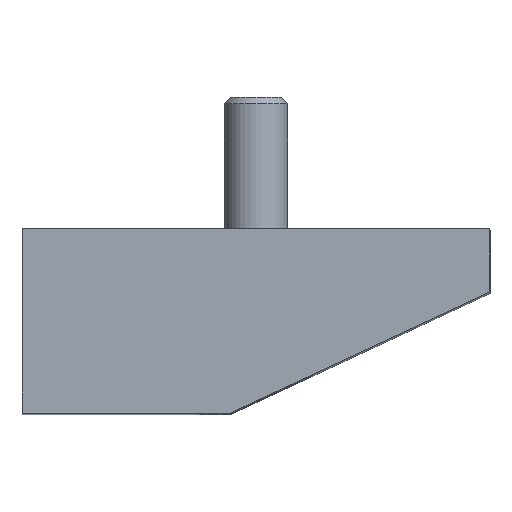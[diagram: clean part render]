
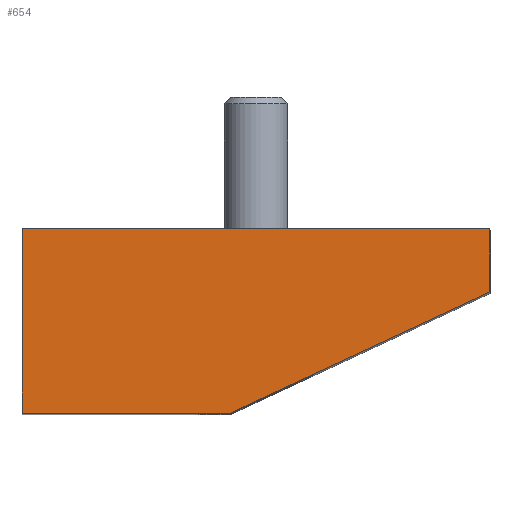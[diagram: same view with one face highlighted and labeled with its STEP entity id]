
A CAD part, top view. The second image highlights one B-rep face of the part: STEP entity #654.
In plain terms, the highlighted planar face has unit normal (0, 0, 1).
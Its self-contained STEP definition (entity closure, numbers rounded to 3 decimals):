
#36=PLANE('',#711);
#73=FACE_OUTER_BOUND('',#116,.T.);
#116=EDGE_LOOP('',(#498,#499,#500,#501,#502));
#160=LINE('',#1002,#223);
#167=LINE('',#1014,#230);
#168=LINE('',#1017,#231);
#169=LINE('',#1019,#232);
#170=LINE('',#1020,#233);
#223=VECTOR('',#805,1.);
#230=VECTOR('',#814,1.);
#231=VECTOR('',#817,1.);
#232=VECTOR('',#818,1.);
#233=VECTOR('',#819,1.);
#317=VERTEX_POINT('',#999);
#318=VERTEX_POINT('',#1001);
#322=VERTEX_POINT('',#1012);
#323=VERTEX_POINT('',#1016);
#324=VERTEX_POINT('',#1018);
#382=EDGE_CURVE('',#317,#318,#160,.T.);
#389=EDGE_CURVE('',#317,#322,#167,.T.);
#390=EDGE_CURVE('',#323,#322,#168,.T.);
#391=EDGE_CURVE('',#324,#323,#169,.T.);
#392=EDGE_CURVE('',#324,#318,#170,.T.);
#498=ORIENTED_EDGE('',*,*,#389,.T.);
#499=ORIENTED_EDGE('',*,*,#390,.F.);
#500=ORIENTED_EDGE('',*,*,#391,.F.);
#501=ORIENTED_EDGE('',*,*,#392,.T.);
#502=ORIENTED_EDGE('',*,*,#382,.F.);
#654=ADVANCED_FACE('',(#73),#36,.T.);
#711=AXIS2_PLACEMENT_3D('',#1015,#815,#816);
#805=DIRECTION('',(-1.,0.,0.));
#814=DIRECTION('',(0.906,0.423,0.));
#815=DIRECTION('center_axis',(0.,0.,1.));
#816=DIRECTION('ref_axis',(-1.,0.,0.));
#817=DIRECTION('',(0.,-1.,0.));
#818=DIRECTION('',(1.,0.,0.));
#819=DIRECTION('',(0.,-1.,0.));
#999=CARTESIAN_POINT('',(-2.412,-17.5,45.));
#1001=CARTESIAN_POINT('',(-22.25,-17.5,45.));
#1002=CARTESIAN_POINT('',(-22.25,-17.5,45.));
#1012=CARTESIAN_POINT('',(22.25,-6.,45.));
#1014=CARTESIAN_POINT('',(-9.112,-20.625,45.));
#1015=CARTESIAN_POINT('Origin',(22.25,0.,45.));
#1016=CARTESIAN_POINT('',(22.25,0.,45.));
#1017=CARTESIAN_POINT('',(22.25,0.,45.));
#1018=CARTESIAN_POINT('',(-22.25,0.,45.));
#1019=CARTESIAN_POINT('',(-22.25,0.,45.));
#1020=CARTESIAN_POINT('',(-22.25,0.,45.));
